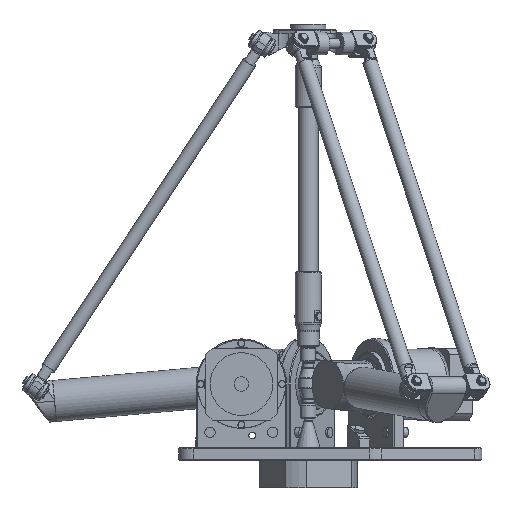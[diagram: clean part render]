
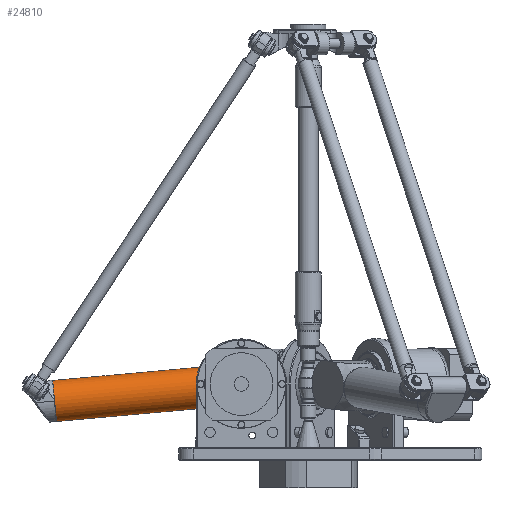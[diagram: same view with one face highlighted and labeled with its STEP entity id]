
A CAD part, left-side view. The second image highlights one B-rep face of the part: STEP entity #24810.
In plain terms, the highlighted cylindrical face has radius 20 mm (diameter 40 mm), a full revolution.
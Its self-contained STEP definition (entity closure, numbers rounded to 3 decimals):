
#734=FACE_BOUND('',#6253,.T.);
#2568=CIRCLE('',#27321,20.);
#2571=CIRCLE('',#27326,20.);
#3261=CYLINDRICAL_SURFACE('',#27332,20.);
#4427=FACE_OUTER_BOUND('',#6252,.T.);
#6252=EDGE_LOOP('',(#21100));
#6253=EDGE_LOOP('',(#21101));
#12404=VERTEX_POINT('',#47422);
#12407=VERTEX_POINT('',#47430);
#15418=EDGE_CURVE('',#12404,#12404,#2568,.T.);
#15421=EDGE_CURVE('',#12407,#12407,#2571,.T.);
#21100=ORIENTED_EDGE('',*,*,#15418,.T.);
#21101=ORIENTED_EDGE('',*,*,#15421,.T.);
#24810=ADVANCED_FACE('',(#4427,#734),#3261,.T.);
#27321=AXIS2_PLACEMENT_3D('',#47423,#33366,#33367);
#27326=AXIS2_PLACEMENT_3D('',#47431,#33376,#33377);
#27332=AXIS2_PLACEMENT_3D('',#47471,#33390,#33391);
#33366=DIRECTION('center_axis',(0.,0.,1.));
#33367=DIRECTION('ref_axis',(-0.882,-0.471,0.));
#33376=DIRECTION('center_axis',(0.,0.,-1.));
#33377=DIRECTION('ref_axis',(-0.882,-0.471,0.));
#33390=DIRECTION('center_axis',(0.,0.,
-1.));
#33391=DIRECTION('ref_axis',(-0.882,-0.471,0.));
#47422=CARTESIAN_POINT('',(20.,0.,39.1));
#47423=CARTESIAN_POINT('Origin',(0.,0.,
39.1));
#47430=CARTESIAN_POINT('',(20.,0.,182.337));
#47431=CARTESIAN_POINT('Origin',(0.,0.,
182.337));
#47471=CARTESIAN_POINT('Origin',(0.,0.,
182.437));
